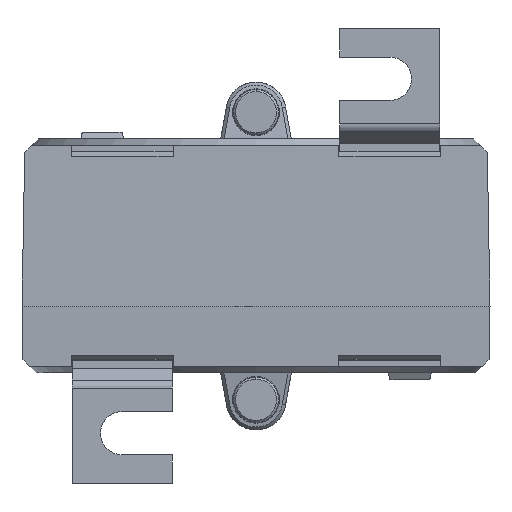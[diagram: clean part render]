
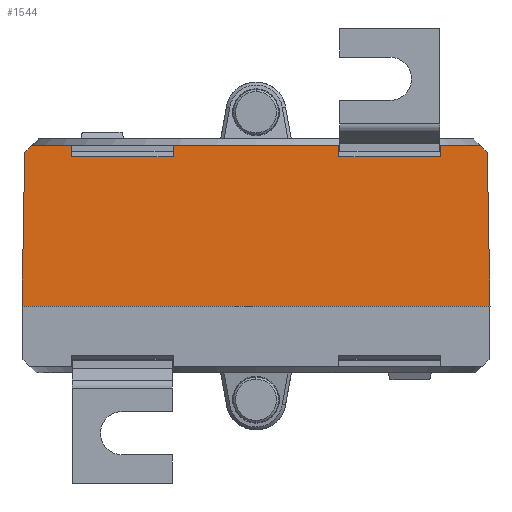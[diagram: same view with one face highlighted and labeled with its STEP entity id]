
A CAD part, front view. The second image highlights one B-rep face of the part: STEP entity #1544.
In plain terms, the highlighted planar face has unit normal (0, -1, 0.018).
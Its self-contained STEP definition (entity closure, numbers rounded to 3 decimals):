
#1544 = ADVANCED_FACE ( 'NONE', ( #58380 ), #59951, .T. ) ;
#4713 = EDGE_CURVE ( 'NONE', #47559, #47525, #64332, .T. ) ;
#4715 = EDGE_CURVE ( 'NONE', #46690, #46785, #64334, .T. ) ;
#4902 = EDGE_CURVE ( 'NONE', #46412, #47060, #64540, .T. ) ;
#4993 = EDGE_CURVE ( 'NONE', #47154, #47559, #64607, .T. ) ;
#5001 = EDGE_CURVE ( 'NONE', #47525, #47496, #64612, .T. ) ;
#5022 = EDGE_CURVE ( 'NONE', #46785, #47521, #64630, .T. ) ;
#5065 = EDGE_CURVE ( 'NONE', #47536, #46690, #64665, .T. ) ;
#5099 = EDGE_CURVE ( 'NONE', #46446, #47521, #64672, .T. ) ;
#5109 = EDGE_CURVE ( 'NONE', #46412, #62739, #64694, .T. ) ;
#5111 = EDGE_CURVE ( 'NONE', #47536, #47496, #64698, .T. ) ;
#5112 = EDGE_CURVE ( 'NONE', #46447, #62771, #64700, .T. ) ;
#5114 = EDGE_CURVE ( 'NONE', #47154, #47060, #64702, .T. ) ;
#5121 = EDGE_CURVE ( 'NONE', #46446, #46447, #64708, .T. ) ;
#8672 = ORIENTED_EDGE ( 'NONE', *, *, #5065, .T. ) ;
#8673 = ORIENTED_EDGE ( 'NONE', *, *, #4715, .T. ) ;
#8674 = ORIENTED_EDGE ( 'NONE', *, *, #5022, .T. ) ;
#8675 = ORIENTED_EDGE ( 'NONE', *, *, #5099, .F. ) ;
#8676 = ORIENTED_EDGE ( 'NONE', *, *, #5121, .T. ) ;
#8677 = ORIENTED_EDGE ( 'NONE', *, *, #5112, .T. ) ;
#8678 = ORIENTED_EDGE ( 'NONE', *, *, #56806, .F. ) ;
#8679 = ORIENTED_EDGE ( 'NONE', *, *, #5109, .F. ) ;
#8680 = ORIENTED_EDGE ( 'NONE', *, *, #4902, .T. ) ;
#8681 = ORIENTED_EDGE ( 'NONE', *, *, #5114, .F. ) ;
#8682 = ORIENTED_EDGE ( 'NONE', *, *, #4993, .T. ) ;
#8683 = ORIENTED_EDGE ( 'NONE', *, *, #4713, .T. ) ;
#8684 = ORIENTED_EDGE ( 'NONE', *, *, #5001, .T. ) ;
#8685 = ORIENTED_EDGE ( 'NONE', *, *, #5111, .F. ) ;
#11686 = CARTESIAN_POINT ( 'NONE',  ( 28.198, -36.49, 29.191 ) ) ;
#11687 = DIRECTION ( 'NONE',  ( -0.719, 0.012, 0.695 ) ) ;
#11772 = CARTESIAN_POINT ( 'NONE',  ( 27.55, -36.807, 11.084 ) ) ;
#11773 = DIRECTION ( 'NONE',  ( -0.004, -0.017, -1. ) ) ;
#11778 = CARTESIAN_POINT ( 'NONE',  ( 12.45, -36.807, 11.084 ) ) ;
#11779 = DIRECTION ( 'NONE',  ( -0.004, 0.017, 1. ) ) ;
#11796 = CARTESIAN_POINT ( 'NONE',  ( -27.55, -36.807, 11.084 ) ) ;
#11797 = DIRECTION ( 'NONE',  ( -0.004, 0.017, 1. ) ) ;
#11835 = CARTESIAN_POINT ( 'NONE',  ( -12.45, -36.807, 11.084 ) ) ;
#11836 = DIRECTION ( 'NONE',  ( -0.004, -0.017, -1. ) ) ;
#11873 = CARTESIAN_POINT ( 'NONE',  ( 34.616, -36.581, 24. ) ) ;
#11874 = DIRECTION ( 'NONE',  ( 1., 0., 0. ) ) ;
#11881 = CARTESIAN_POINT ( 'NONE',  ( 34.989, -36.989, 0.611 ) ) ;
#11882 = DIRECTION ( 'NONE',  ( 0.017, -0.017, -1. ) ) ;
#11885 = CARTESIAN_POINT ( 'NONE',  ( 34.616, -36.581, 24. ) ) ;
#11886 = DIRECTION ( 'NONE',  ( 1., 0., 0. ) ) ;
#11887 = CARTESIAN_POINT ( 'NONE',  ( -34.989, -36.989, 0.645 ) ) ;
#11888 = DIRECTION ( 'NONE',  ( -0.017, -0.017, -1. ) ) ;
#11889 = CARTESIAN_POINT ( 'NONE',  ( 34.616, -36.581, 24. ) ) ;
#11890 = DIRECTION ( 'NONE',  ( 1., 0., 0. ) ) ;
#11895 = CARTESIAN_POINT ( 'NONE',  ( -28.198, -36.49, 29.191 ) ) ;
#11896 = DIRECTION ( 'NONE',  ( -0.719, -0.012, -0.695 ) ) ;
#23005 = CARTESIAN_POINT ( 'NONE',  ( 34.598, -36.598, 23.01 ) ) ;
#23052 = CARTESIAN_POINT ( 'NONE',  ( -33.573, -36.581, 24. ) ) ;
#23053 = CARTESIAN_POINT ( 'NONE',  ( -34.598, -36.598, 23.01 ) ) ;
#23364 = CARTESIAN_POINT ( 'NONE',  ( -12.401, -36.61, 22.325 ) ) ;
#23486 = CARTESIAN_POINT ( 'NONE',  ( -27.599, -36.61, 22.325 ) ) ;
#23842 = CARTESIAN_POINT ( 'NONE',  ( 33.573, -36.581, 24. ) ) ;
#23987 = CARTESIAN_POINT ( 'NONE',  ( 27.607, -36.581, 24. ) ) ;
#24375 = CARTESIAN_POINT ( 'NONE',  ( 12.393, -36.581, 24. ) ) ;
#24393 = CARTESIAN_POINT ( 'NONE',  ( -27.607, -36.581, 24. ) ) ;
#24399 = CARTESIAN_POINT ( 'NONE',  ( 12.401, -36.61, 22.325 ) ) ;
#24409 = CARTESIAN_POINT ( 'NONE',  ( -12.393, -36.581, 24. ) ) ;
#24427 = CARTESIAN_POINT ( 'NONE',  ( 27.599, -36.61, 22.325 ) ) ;
#39821 = AXIS2_PLACEMENT_3D ( 'NONE', #59943, #59963, #59964 ) ;
#46412 = VERTEX_POINT ( 'NONE', #23005 ) ;
#46446 = VERTEX_POINT ( 'NONE', #23052 ) ;
#46447 = VERTEX_POINT ( 'NONE', #23053 ) ;
#46690 = VERTEX_POINT ( 'NONE', #23364 ) ;
#46785 = VERTEX_POINT ( 'NONE', #23486 ) ;
#47060 = VERTEX_POINT ( 'NONE', #23842 ) ;
#47154 = VERTEX_POINT ( 'NONE', #23987 ) ;
#47496 = VERTEX_POINT ( 'NONE', #24375 ) ;
#47521 = VERTEX_POINT ( 'NONE', #24393 ) ;
#47525 = VERTEX_POINT ( 'NONE', #24399 ) ;
#47536 = VERTEX_POINT ( 'NONE', #24409 ) ;
#47559 = VERTEX_POINT ( 'NONE', #24427 ) ;
#48390 = CARTESIAN_POINT ( 'NONE',  ( 0., -37., 0. ) ) ;
#48395 = DIRECTION ( 'NONE',  ( -1., 0., 0. ) ) ;
#49232 = LINE ( 'NONE', #48390, #49267 ) ;
#49267 = VECTOR ( 'NONE', #48395, 1000. ) ;
#50618 = CARTESIAN_POINT ( 'NONE',  ( 35., -37., 0. ) ) ;
#50650 = CARTESIAN_POINT ( 'NONE',  ( -35., -37., 0. ) ) ;
#56806 = EDGE_CURVE ( 'NONE', #62739, #62771, #49232, .T. ) ;
#58380 = FACE_OUTER_BOUND ( 'NONE', #63373, .T. ) ;
#59943 = CARTESIAN_POINT ( 'NONE',  ( 0., -37., 0. ) ) ;
#59951 = PLANE ( 'NONE',  #39821 ) ;
#59963 = DIRECTION ( 'NONE',  ( 0., -1., 0.017 ) ) ;
#59964 = DIRECTION ( 'NONE',  ( 0., -0.017, -1. ) ) ;
#62404 = CARTESIAN_POINT ( 'NONE',  ( 0., -36.61, 22.325 ) ) ;
#62405 = DIRECTION ( 'NONE',  ( -1., 0., 0. ) ) ;
#62406 = CARTESIAN_POINT ( 'NONE',  ( -27.603, -36.61, 22.325 ) ) ;
#62416 = DIRECTION ( 'NONE',  ( -1., 0., 0. ) ) ;
#62739 = VERTEX_POINT ( 'NONE', #50618 ) ;
#62771 = VERTEX_POINT ( 'NONE', #50650 ) ;
#63373 = EDGE_LOOP ( 'NONE', ( #8672, #8673, #8674, #8675, #8676, #8677, #8678, #8679, #8680, #8681, #8682, #8683, #8684, #8685 ) ) ;
#64332 = LINE ( 'NONE', #62404, #64333 ) ;
#64333 = VECTOR ( 'NONE', #62405, 1000. ) ;
#64334 = LINE ( 'NONE', #62406, #64335 ) ;
#64335 = VECTOR ( 'NONE', #62416, 1000. ) ;
#64540 = LINE ( 'NONE', #11686, #64541 ) ;
#64541 = VECTOR ( 'NONE', #11687, 1000. ) ;
#64607 = LINE ( 'NONE', #11772, #64608 ) ;
#64608 = VECTOR ( 'NONE', #11773, 1000. ) ;
#64612 = LINE ( 'NONE', #11778, #64613 ) ;
#64613 = VECTOR ( 'NONE', #11779, 1000. ) ;
#64630 = LINE ( 'NONE', #11796, #64631 ) ;
#64631 = VECTOR ( 'NONE', #11797, 1000. ) ;
#64665 = LINE ( 'NONE', #11835, #64666 ) ;
#64666 = VECTOR ( 'NONE', #11836, 1000. ) ;
#64672 = LINE ( 'NONE', #11873, #64676 ) ;
#64676 = VECTOR ( 'NONE', #11874, 1000. ) ;
#64694 = LINE ( 'NONE', #11881, #64695 ) ;
#64695 = VECTOR ( 'NONE', #11882, 1000. ) ;
#64698 = LINE ( 'NONE', #11885, #64699 ) ;
#64699 = VECTOR ( 'NONE', #11886, 1000. ) ;
#64700 = LINE ( 'NONE', #11887, #64701 ) ;
#64701 = VECTOR ( 'NONE', #11888, 1000. ) ;
#64702 = LINE ( 'NONE', #11889, #64703 ) ;
#64703 = VECTOR ( 'NONE', #11890, 1000. ) ;
#64708 = LINE ( 'NONE', #11895, #64709 ) ;
#64709 = VECTOR ( 'NONE', #11896, 1000. ) ;
